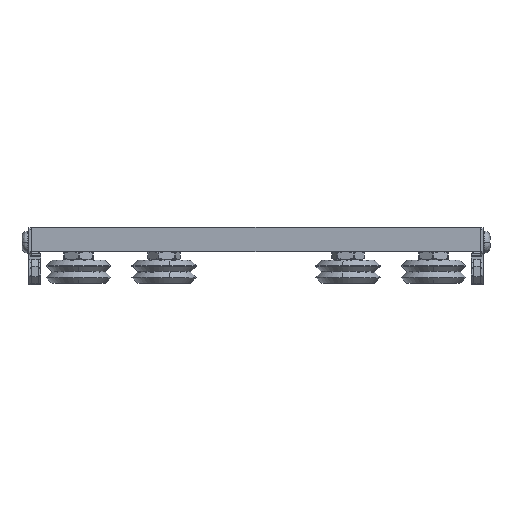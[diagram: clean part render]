
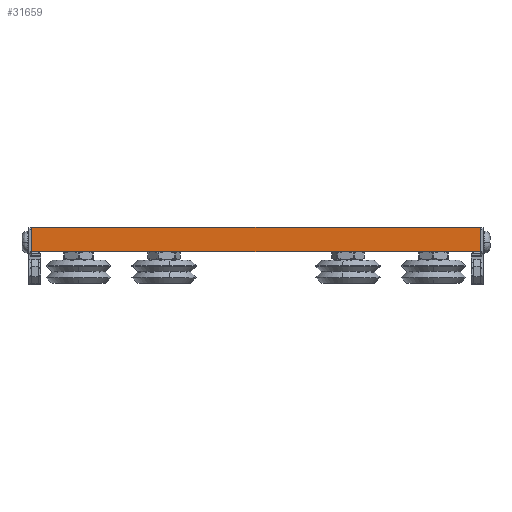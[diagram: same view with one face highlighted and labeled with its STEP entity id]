
A CAD part, top view. The second image highlights one B-rep face of the part: STEP entity #31659.
In plain terms, the highlighted planar face has unit normal (0, 0, 1).
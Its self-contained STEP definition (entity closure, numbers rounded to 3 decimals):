
#505 = CARTESIAN_POINT ( 'NONE',  ( -107.505, 11.786, 18.999 ) ) ;
#1100 = CARTESIAN_POINT ( 'NONE',  ( -107.505, 0.952, 18.999 ) ) ;
#2200 = DIRECTION ( 'NONE',  ( 1., 0., 0. ) ) ;
#2352 = PLANE ( 'NONE',  #13635 ) ;
#2622 = LINE ( 'NONE', #33665, #10914 ) ;
#4063 = LINE ( 'NONE', #14598, #29440 ) ;
#4535 = VERTEX_POINT ( 'NONE', #10394 ) ;
#6233 = VERTEX_POINT ( 'NONE', #505 ) ;
#7395 = CARTESIAN_POINT ( 'NONE',  ( -106.553, 0., 18.999 ) ) ;
#7747 = EDGE_CURVE ( 'NONE', #26650, #4535, #4063, .T. ) ;
#7804 = DIRECTION ( 'NONE',  ( -1., 0., 0. ) ) ;
#9169 = CARTESIAN_POINT ( 'NONE',  ( -107.505, 0.953, 18.999 ) ) ;
#9556 = VERTEX_POINT ( 'NONE', #30739 ) ;
#9985 = ORIENTED_EDGE ( 'NONE', *, *, #22458, .T. ) ;
#10146 = VECTOR ( 'NONE', #24914, 1000. ) ;
#10234 = VECTOR ( 'NONE', #17532, 1000. ) ;
#10394 = CARTESIAN_POINT ( 'NONE',  ( 106.553, 0., 18.999 ) ) ;
#10490 = EDGE_CURVE ( 'NONE', #9556, #21974, #12192, .T. ) ;
#10914 = VECTOR ( 'NONE', #7804, 1000. ) ;
#11057 = LINE ( 'NONE', #16059, #24048 ) ;
#11608 = EDGE_CURVE ( 'NONE', #6233, #16598, #11057, .T. ) ;
#12192 = LINE ( 'NONE', #33198, #10234 ) ;
#12511 = EDGE_CURVE ( 'NONE', #21974, #6233, #2622, .T. ) ;
#12981 = LINE ( 'NONE', #18313, #10146 ) ;
#13244 = CARTESIAN_POINT ( 'NONE',  ( 0., 0., 18.999 ) ) ;
#13635 = AXIS2_PLACEMENT_3D ( 'NONE', #13244, #20828, #2200 ) ;
#14440 = EDGE_CURVE ( 'NONE', #16598, #26650, #15589, .T. ) ;
#14598 = CARTESIAN_POINT ( 'NONE',  ( -106.553, 0., 18.999 ) ) ;
#15589 = LINE ( 'NONE', #1100, #23518 ) ;
#16059 = CARTESIAN_POINT ( 'NONE',  ( -107.505, 0., 18.999 ) ) ;
#16598 = VERTEX_POINT ( 'NONE', #9169 ) ;
#17532 = DIRECTION ( 'NONE',  ( 0., 1., 0. ) ) ;
#18313 = CARTESIAN_POINT ( 'NONE',  ( 106.553, 0., 18.999 ) ) ;
#20828 = DIRECTION ( 'NONE',  ( 0., 0., 1. ) ) ;
#20923 = ORIENTED_EDGE ( 'NONE', *, *, #12511, .T. ) ;
#21750 = EDGE_LOOP ( 'NONE', ( #28882, #20923, #29457, #24726, #28773, #9985 ) ) ;
#21974 = VERTEX_POINT ( 'NONE', #30146 ) ;
#22458 = EDGE_CURVE ( 'NONE', #4535, #9556, #12981, .T. ) ;
#23518 = VECTOR ( 'NONE', #29722, 1000. ) ;
#24048 = VECTOR ( 'NONE', #29314, 1000. ) ;
#24726 = ORIENTED_EDGE ( 'NONE', *, *, #14440, .T. ) ;
#24914 = DIRECTION ( 'NONE',  ( 0.707, 0.707, 0. ) ) ;
#25952 = FACE_OUTER_BOUND ( 'NONE', #21750, .T. ) ;
#26650 = VERTEX_POINT ( 'NONE', #7395 ) ;
#28773 = ORIENTED_EDGE ( 'NONE', *, *, #7747, .T. ) ;
#28882 = ORIENTED_EDGE ( 'NONE', *, *, #10490, .T. ) ;
#29314 = DIRECTION ( 'NONE',  ( 0., -1., 0. ) ) ;
#29440 = VECTOR ( 'NONE', #33366, 1000. ) ;
#29457 = ORIENTED_EDGE ( 'NONE', *, *, #11608, .T. ) ;
#29722 = DIRECTION ( 'NONE',  ( 0.707, -0.707, 0. ) ) ;
#30146 = CARTESIAN_POINT ( 'NONE',  ( 107.505, 11.786, 18.999 ) ) ;
#30739 = CARTESIAN_POINT ( 'NONE',  ( 107.505, 0.952, 18.999 ) ) ;
#31659 = ADVANCED_FACE ( 'NONE', ( #25952 ), #2352, .T. ) ;
#33198 = CARTESIAN_POINT ( 'NONE',  ( 107.505, 0., 18.999 ) ) ;
#33366 = DIRECTION ( 'NONE',  ( 1., 0., 0. ) ) ;
#33665 = CARTESIAN_POINT ( 'NONE',  ( 0., 11.786, 18.999 ) ) ;
